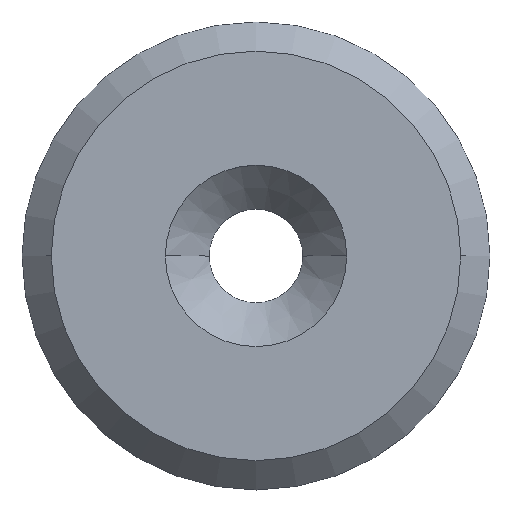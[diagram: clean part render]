
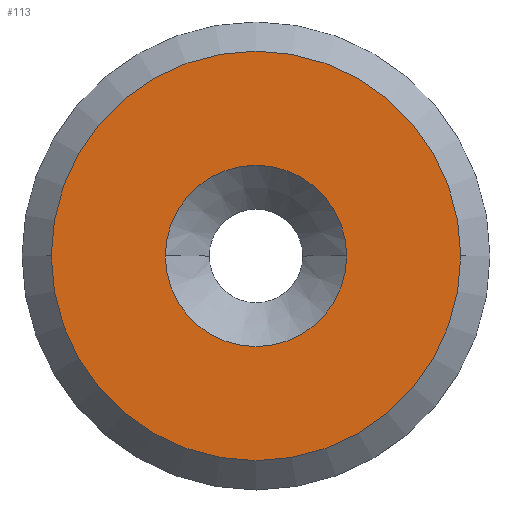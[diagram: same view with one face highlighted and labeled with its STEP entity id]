
A CAD part, top view. The second image highlights one B-rep face of the part: STEP entity #113.
In plain terms, the highlighted planar face has unit normal (0, 0, 1).
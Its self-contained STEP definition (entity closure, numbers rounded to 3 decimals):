
#75=VERTEX_POINT('',#193);
#89=EDGE_CURVE('',#91,#75,#209,.T.);
#91=VERTEX_POINT('',#211);
#95=VERTEX_POINT('',#215);
#113=ADVANCED_FACE('',(#238,#239),#240,.T.);
#123=EDGE_CURVE('',#95,#155,#250,.T.);
#145=EDGE_CURVE('',#75,#91,#275,.T.);
#155=VERTEX_POINT('',#285);
#163=EDGE_CURVE('',#155,#95,#293,.T.);
#193=CARTESIAN_POINT('',(6.2,0.,4.));
#209=CIRCLE('',#333,6.2);
#211=CARTESIAN_POINT('',(-6.2,0.,4.));
#215=CARTESIAN_POINT('',(14.0,0.,4.));
#238=FACE_BOUND('',#363,.T.);
#239=FACE_OUTER_BOUND('',#364,.T.);
#240=PLANE('',#365);
#250=CIRCLE('',#379,14.0);
#275=CIRCLE('',#414,6.2);
#285=CARTESIAN_POINT('',(-14.0,0.,4.));
#293=CIRCLE('',#444,14.0);
#333=AXIS2_PLACEMENT_3D('',#487,#488,#489);
#363=EDGE_LOOP('',(#526,#527));
#364=EDGE_LOOP('',(#528,#529));
#365=AXIS2_PLACEMENT_3D('',#530,#531,#532);
#379=AXIS2_PLACEMENT_3D('',#542,#543,#544);
#414=AXIS2_PLACEMENT_3D('',#581,#582,#583);
#444=AXIS2_PLACEMENT_3D('',#592,#593,#594);
#487=CARTESIAN_POINT('',(0.,0.,4.));
#488=DIRECTION('',(0.,0.,1.0));
#489=DIRECTION('',(-1.0,0.,0.));
#526=ORIENTED_EDGE('',*,*,#89,.F.);
#527=ORIENTED_EDGE('',*,*,#145,.F.);
#528=ORIENTED_EDGE('',*,*,#163,.T.);
#529=ORIENTED_EDGE('',*,*,#123,.T.);
#530=CARTESIAN_POINT('',(-10.1,0.,4.));
#531=DIRECTION('',(0.,0.,1.0));
#532=DIRECTION('',(-1.0,0.,0.0));
#542=CARTESIAN_POINT('',(0.,0.,4.));
#543=DIRECTION('',(0.,0.,1.0));
#544=DIRECTION('',(-1.0,0.,0.));
#581=CARTESIAN_POINT('',(0.,0.,4.));
#582=DIRECTION('',(0.,0.,1.0));
#583=DIRECTION('',(-1.0,0.,0.));
#592=CARTESIAN_POINT('',(0.,0.,4.));
#593=DIRECTION('',(0.,0.,1.0));
#594=DIRECTION('',(-1.0,0.,0.));
